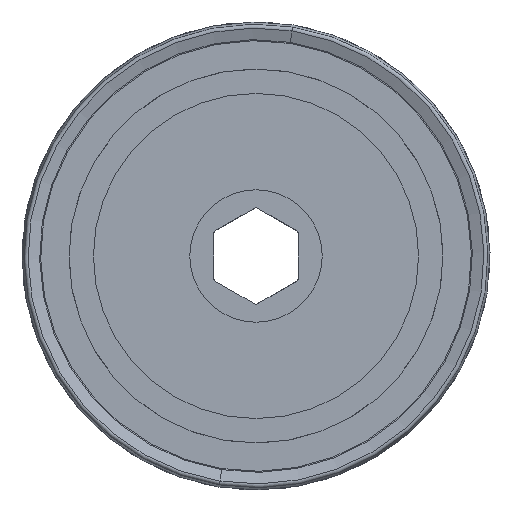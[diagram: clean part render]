
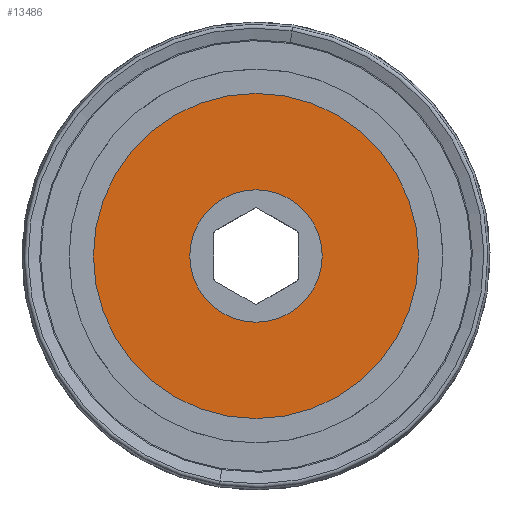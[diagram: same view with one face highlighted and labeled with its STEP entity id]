
A CAD part, left-side view. The second image highlights one B-rep face of the part: STEP entity #13486.
In plain terms, the highlighted planar face has unit normal (-1, 0, 0).
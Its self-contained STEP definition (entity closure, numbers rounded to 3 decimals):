
#1341 = EDGE_CURVE ( 'NONE', #7285, #19907, #6901, .T. ) ;
#1880 = ORIENTED_EDGE ( 'NONE', *, *, #1341, .F. ) ;
#1940 = DIRECTION ( 'NONE',  ( 1., 0., 0. ) ) ;
#3481 = CIRCLE ( 'NONE', #21828, 13.5 ) ;
#3732 = EDGE_CURVE ( 'NONE', #19907, #7285, #3481, .T. ) ;
#3761 = AXIS2_PLACEMENT_3D ( 'NONE', #15386, #26472, #15686 ) ;
#5438 = CARTESIAN_POINT ( 'NONE',  ( 8.332, 0., -13.5 ) ) ;
#6901 = CIRCLE ( 'NONE', #24981, 13.5 ) ;
#7285 = VERTEX_POINT ( 'NONE', #5438 ) ;
#7412 = CARTESIAN_POINT ( 'NONE',  ( 8.332, 0., 0. ) ) ;
#7935 = DIRECTION ( 'NONE',  ( 0., 0., -1. ) ) ;
#8332 = CARTESIAN_POINT ( 'NONE',  ( 8.332, 0., 5.5 ) ) ;
#9567 = DIRECTION ( 'NONE',  ( 0., 0., -1. ) ) ;
#9570 = AXIS2_PLACEMENT_3D ( 'NONE', #21124, #1940, #17034 ) ;
#9601 = ORIENTED_EDGE ( 'NONE', *, *, #19248, .T. ) ;
#10912 = CARTESIAN_POINT ( 'NONE',  ( 8.332, 0., 13.5 ) ) ;
#11100 = PLANE ( 'NONE',  #3761 ) ;
#12112 = EDGE_LOOP ( 'NONE', ( #13275, #9601 ) ) ;
#12206 = CIRCLE ( 'NONE', #16473, 5.5 ) ;
#12229 = FACE_OUTER_BOUND ( 'NONE', #22419, .T. ) ;
#12394 = DIRECTION ( 'NONE',  ( 1., 0., 0. ) ) ;
#13275 = ORIENTED_EDGE ( 'NONE', *, *, #15058, .T. ) ;
#13486 = ADVANCED_FACE ( 'NONE', ( #12229, #23247 ), #11100, .T. ) ;
#13945 = DIRECTION ( 'NONE',  ( 1., 0., 0. ) ) ;
#15058 = EDGE_CURVE ( 'NONE', #17348, #20175, #12206, .T. ) ;
#15386 = CARTESIAN_POINT ( 'NONE',  ( 8.332, 0., 0. ) ) ;
#15686 = DIRECTION ( 'NONE',  ( 0., 0., -1. ) ) ;
#16473 = AXIS2_PLACEMENT_3D ( 'NONE', #7412, #13945, #9567 ) ;
#17034 = DIRECTION ( 'NONE',  ( 0., 0., -1. ) ) ;
#17348 = VERTEX_POINT ( 'NONE', #8332 ) ;
#18852 = DIRECTION ( 'NONE',  ( 0., 0., -1. ) ) ;
#19248 = EDGE_CURVE ( 'NONE', #20175, #17348, #23432, .T. ) ;
#19592 = CARTESIAN_POINT ( 'NONE',  ( 8.332, 0., 0. ) ) ;
#19907 = VERTEX_POINT ( 'NONE', #10912 ) ;
#20175 = VERTEX_POINT ( 'NONE', #23957 ) ;
#21124 = CARTESIAN_POINT ( 'NONE',  ( 8.332, 0., 0. ) ) ;
#21356 = ORIENTED_EDGE ( 'NONE', *, *, #3732, .F. ) ;
#21828 = AXIS2_PLACEMENT_3D ( 'NONE', #19592, #12394, #18852 ) ;
#22419 = EDGE_LOOP ( 'NONE', ( #21356, #1880 ) ) ;
#23247 = FACE_BOUND ( 'NONE', #12112, .T. ) ;
#23432 = CIRCLE ( 'NONE', #9570, 5.5 ) ;
#23957 = CARTESIAN_POINT ( 'NONE',  ( 8.332, 0., -5.5 ) ) ;
#24981 = AXIS2_PLACEMENT_3D ( 'NONE', #27055, #27247, #7935 ) ;
#26472 = DIRECTION ( 'NONE',  ( -1., 0., 0. ) ) ;
#27055 = CARTESIAN_POINT ( 'NONE',  ( 8.332, 0., 0. ) ) ;
#27247 = DIRECTION ( 'NONE',  ( 1., 0., 0. ) ) ;
